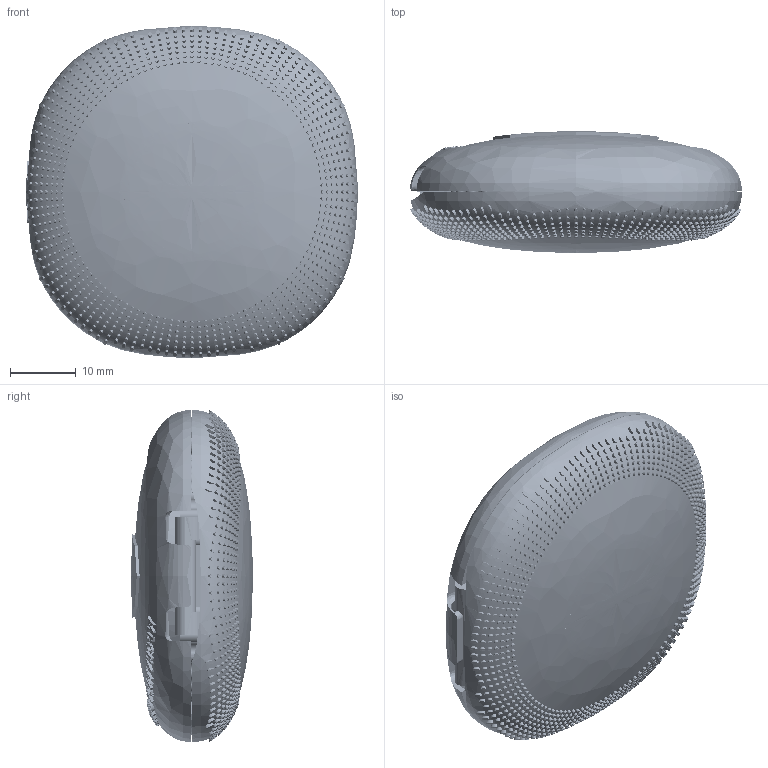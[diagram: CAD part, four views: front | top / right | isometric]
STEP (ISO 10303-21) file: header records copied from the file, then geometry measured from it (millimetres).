
FILE_DESCRIPTION(('FreeCAD Model'),'2;1');
FILE_NAME('Open CASCADE Shape Model','2025-05-04T08:54:39',('FreeCAD'),( 'FreeCAD'),'Open CASCADE STEP processor 7.6','FreeCAD','Unknown');
FILE_SCHEMA(('AUTOMOTIVE_DESIGN { 1 0 10303 214 1 1 1 1 }'));
Products named in the file (1): Open CASCADE STEP translator 7.6 1
Bounding box: 50.58 x 18.53 x 50.61 mm (x, y, z)
Volume: 15656.1 mm3; surface area: 29936.9 mm2
Topology: 117 solids, 117 shells, 7484 faces, 18941 edges, 12635 vertices
Faces by surface type: bspline 7484
Entity records: 479628 total; most frequent: CARTESIAN_POINT 362366, ORIENTED_EDGE 37866, EDGE_CURVE 18933, B_SPLINE_CURVE_WITH_KNOTS 16470, VERTEX_POINT 12635, FACE_BOUND 8666, EDGE_LOOP 8666, ADVANCED_FACE 7484
